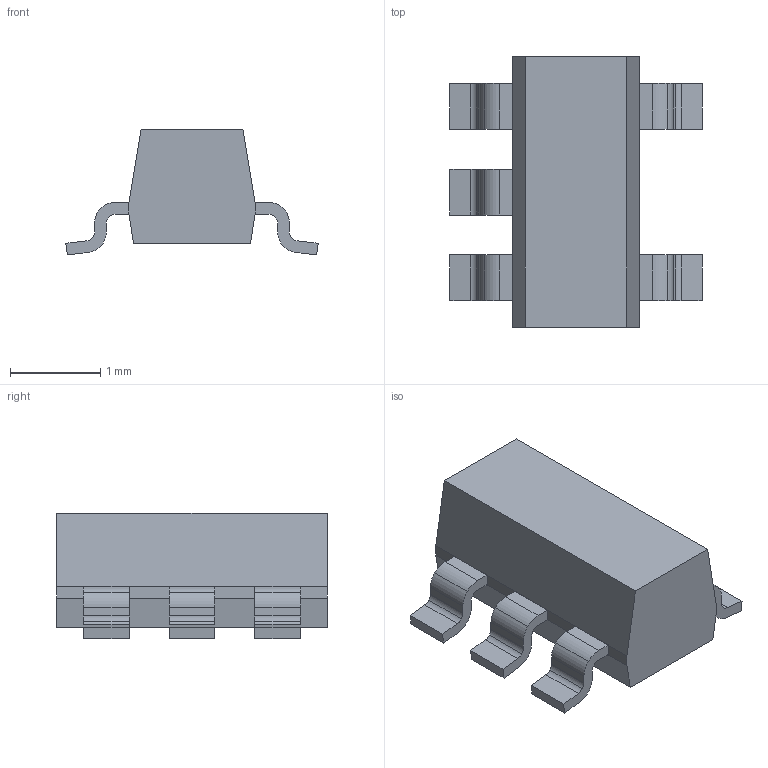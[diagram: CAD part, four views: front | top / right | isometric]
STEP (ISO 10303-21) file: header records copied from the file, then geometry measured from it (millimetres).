
FILE_DESCRIPTION((''),'2;1');
FILE_NAME('SOT95P280X140-5N.stp','2008-11-10T15:37:56',(''),(''),'Mechanical Desktop 2006','Mechanical Desktop 2006',', , ');
FILE_SCHEMA(('AUTOMOTIVE_DESIGN { 1 2 10303 214 0 1 1 1 }'));
Length unit declared in the file: millimetre
Products named in the file (1): SOT95P280X140-5N
Bounding box: 2.8 x 3 x 1.4 mm (x, y, z)
Volume: 5.3 mm3; surface area: 25.2 mm2
Topology: 6 solids, 6 shells, 100 faces, 264 edges, 176 vertices
Faces by surface type: plane 45, bspline 39, cylinder 16
Entity records: 3467 total; most frequent: CARTESIAN_POINT 994, ORIENTED_EDGE 528, DIRECTION 468, EDGE_CURVE 264, VECTOR 184, LINE 184, VERTEX_POINT 176, AXIS2_PLACEMENT_3D 142
